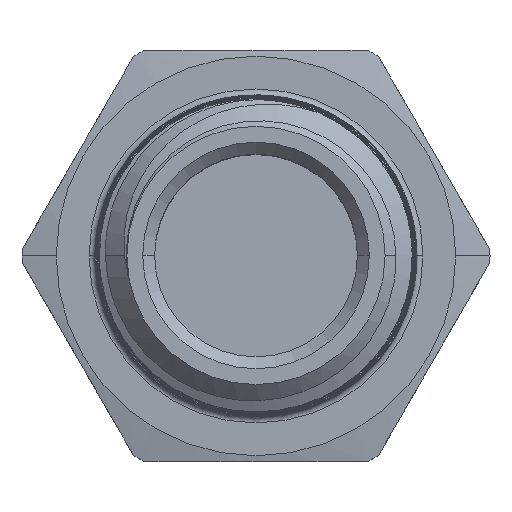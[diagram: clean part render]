
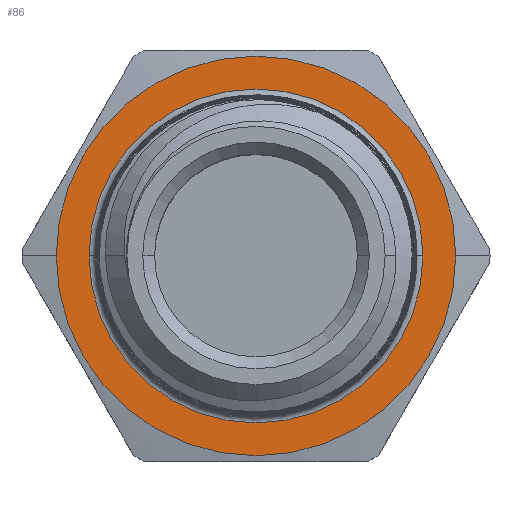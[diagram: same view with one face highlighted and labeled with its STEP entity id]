
A CAD part, top view. The second image highlights one B-rep face of the part: STEP entity #86.
In plain terms, the highlighted planar face has unit normal (0, 0, 1).
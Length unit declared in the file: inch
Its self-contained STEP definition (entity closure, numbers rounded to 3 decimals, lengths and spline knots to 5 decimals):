
#86 = ADVANCED_FACE ( 'NONE', ( #913, #914 ), #971, .T. ) ;
#153 = EDGE_CURVE ( 'NONE', #566, #567, #1995, .T. ) ;
#185 = EDGE_CURVE ( 'NONE', #572, #573, #2013, .T. ) ;
#186 = EDGE_CURVE ( 'NONE', #567, #566, #2012, .T. ) ;
#234 = EDGE_CURVE ( 'NONE', #573, #572, #2064, .T. ) ;
#513 = ORIENTED_EDGE ( 'NONE', *, *, #153, .T. ) ;
#514 = ORIENTED_EDGE ( 'NONE', *, *, #185, .F. ) ;
#515 = ORIENTED_EDGE ( 'NONE', *, *, #234, .F. ) ;
#534 = ORIENTED_EDGE ( 'NONE', *, *, #186, .T. ) ;
#566 = VERTEX_POINT ( 'NONE', #4101 ) ;
#567 = VERTEX_POINT ( 'NONE', #4102 ) ;
#572 = VERTEX_POINT ( 'NONE', #4099 ) ;
#573 = VERTEX_POINT ( 'NONE', #4106 ) ;
#684 = EDGE_LOOP ( 'NONE', ( #513, #534 ) ) ;
#685 = EDGE_LOOP ( 'NONE', ( #515, #514 ) ) ;
#817 = AXIS2_PLACEMENT_3D ( 'NONE', #969, #967, #973 ) ;
#864 = AXIS2_PLACEMENT_3D ( 'NONE', #1790, #1791, #1792 ) ;
#869 = AXIS2_PLACEMENT_3D ( 'NONE', #2754, #2755, #2756 ) ;
#870 = AXIS2_PLACEMENT_3D ( 'NONE', #2758, #2759, #2760 ) ;
#913 = FACE_OUTER_BOUND ( 'NONE', #685, .T. ) ;
#914 = FACE_BOUND ( 'NONE', #684, .T. ) ;
#967 = DIRECTION ( 'NONE',  ( 0., 0., 1. ) ) ;
#969 = CARTESIAN_POINT ( 'NONE',  ( -0.19919, -0.345, 0.11 ) ) ;
#971 = PLANE ( 'NONE',  #817 ) ;
#973 = DIRECTION ( 'NONE',  ( 1., 0., 0. ) ) ;
#1790 = CARTESIAN_POINT ( 'NONE',  ( 0., 0., 0.11 ) ) ;
#1791 = DIRECTION ( 'NONE',  ( 0., 0., -1. ) ) ;
#1792 = DIRECTION ( 'NONE',  ( 1., 0., 0. ) ) ;
#1995 = CIRCLE ( 'NONE', #864, 0.28 ) ;
#2012 = CIRCLE ( 'NONE', #870, 0.28 ) ;
#2013 = CIRCLE ( 'NONE', #869, 0.335 ) ;
#2064 = CIRCLE ( 'NONE', #3689, 0.335 ) ;
#2754 = CARTESIAN_POINT ( 'NONE',  ( 0., 0., 0.11 ) ) ;
#2755 = DIRECTION ( 'NONE',  ( 0., 0., -1. ) ) ;
#2756 = DIRECTION ( 'NONE',  ( -1., 0., 0. ) ) ;
#2758 = CARTESIAN_POINT ( 'NONE',  ( 0., 0., 0.11 ) ) ;
#2759 = DIRECTION ( 'NONE',  ( 0., 0., -1. ) ) ;
#2760 = DIRECTION ( 'NONE',  ( 1., 0., 0. ) ) ;
#3396 = CARTESIAN_POINT ( 'NONE',  ( 0., 0., 0.11 ) ) ;
#3397 = DIRECTION ( 'NONE',  ( 0., 0., -1. ) ) ;
#3398 = DIRECTION ( 'NONE',  ( -1., 0., 0. ) ) ;
#3689 = AXIS2_PLACEMENT_3D ( 'NONE', #3396, #3397, #3398 ) ;
#4099 = CARTESIAN_POINT ( 'NONE',  ( 0.335, 0., 0.11 ) ) ;
#4101 = CARTESIAN_POINT ( 'NONE',  ( 0.28, 0., 0.11 ) ) ;
#4102 = CARTESIAN_POINT ( 'NONE',  ( -0.28, 0., 0.11 ) ) ;
#4106 = CARTESIAN_POINT ( 'NONE',  ( -0.335, 0., 0.11 ) ) ;
